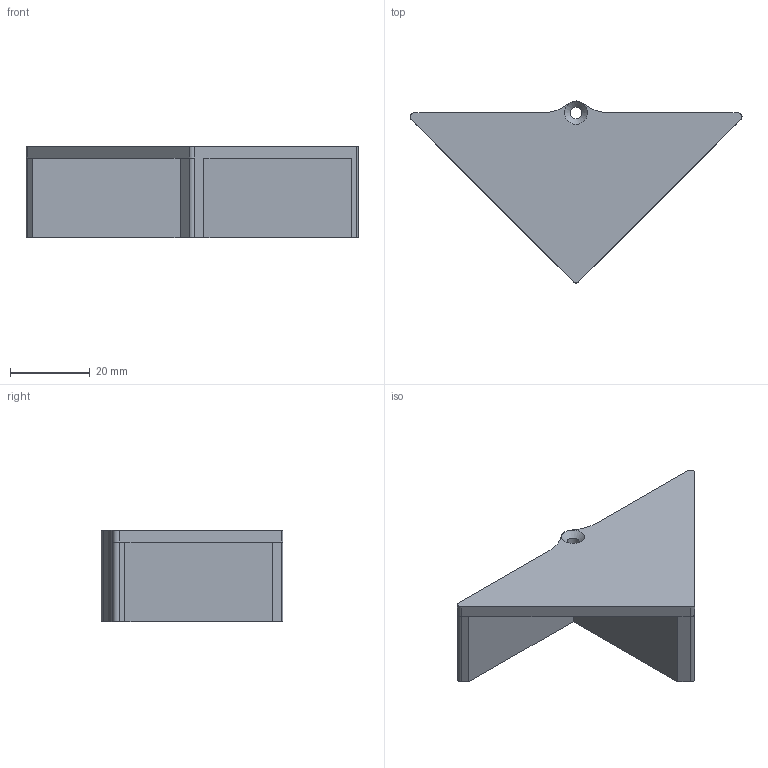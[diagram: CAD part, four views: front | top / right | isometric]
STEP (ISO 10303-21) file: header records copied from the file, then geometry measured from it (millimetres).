
FILE_DESCRIPTION(('FreeCAD Model'),'2;1');
FILE_NAME('Open CASCADE Shape Model','2025-04-21T11:59:44',('Author'),( ''),'Open CASCADE STEP processor 7.7','FreeCAD','Unknown');
FILE_SCHEMA(('AUTOMOTIVE_DESIGN { 1 0 10303 214 1 1 1 1 }'));
Length unit declared in the file: millimetre
Products named in the file (1): Cale Double
Bounding box: 83.17 x 45.58 x 23 mm (x, y, z)
Volume: 15383.5 mm3; surface area: 9481 mm2
Topology: 1 solids, 1 shells, 24 faces, 61 edges, 39 vertices
Faces by surface type: plane 14, cylinder 9, cone 1
Full cylindrical faces by diameter (mm): 3 x1
Entity records: 747 total; most frequent: DIRECTION 127, CARTESIAN_POINT 126, ORIENTED_EDGE 122, EDGE_CURVE 61, LINE 43, VECTOR 43, AXIS2_PLACEMENT_3D 42, VERTEX_POINT 39
